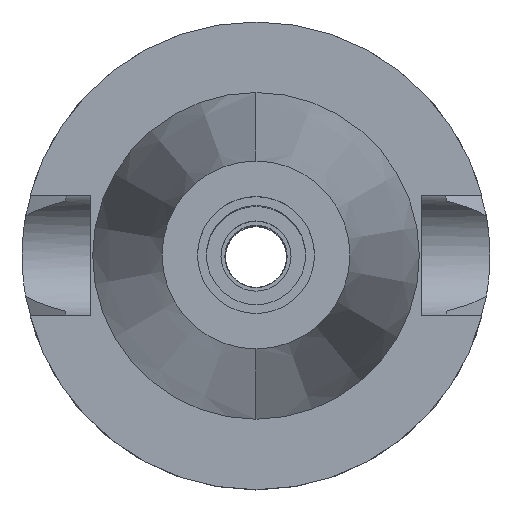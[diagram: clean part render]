
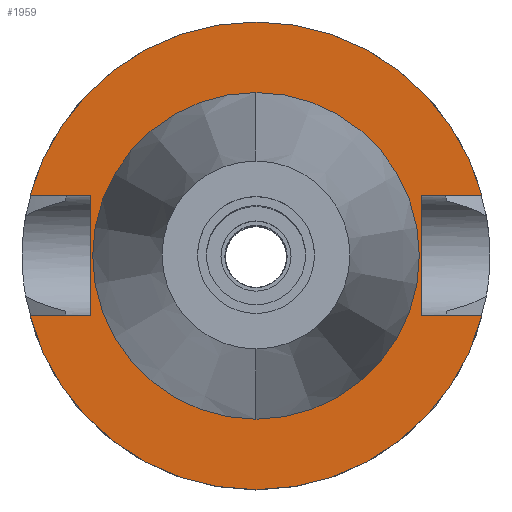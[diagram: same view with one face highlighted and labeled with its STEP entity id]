
A CAD part, top view. The second image highlights one B-rep face of the part: STEP entity #1959.
In plain terms, the highlighted planar face has unit normal (0, 0, 1).
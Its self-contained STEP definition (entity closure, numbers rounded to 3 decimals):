
#735=DIRECTION('',(1.,0.,0.));
#736=VECTOR('',#735,12.921);
#737=CARTESIAN_POINT('',(35.4,12.85,-1.5));
#738=LINE('',#737,#736);
#782=DIRECTION('',(0.,1.,0.));
#783=VECTOR('',#782,25.7);
#784=CARTESIAN_POINT('',(-35.4,-12.85,-1.5));
#785=LINE('',#784,#783);
#789=DIRECTION('',(-1.,0.,0.));
#790=VECTOR('',#789,12.921);
#791=CARTESIAN_POINT('',(-35.4,12.85,-1.5));
#792=LINE('',#791,#790);
#796=CARTESIAN_POINT('',(0.,0.,-1.5));
#797=DIRECTION('',(0.,0.,-1.));
#798=DIRECTION('',(-0.966,0.257,0.));
#799=AXIS2_PLACEMENT_3D('',#796,#797,#798);
#804=CARTESIAN_POINT('',(0.,0.,-1.5));
#805=DIRECTION('',(0.,0.,-1.));
#806=DIRECTION('',(0.,1.,0.));
#807=AXIS2_PLACEMENT_3D('',#804,#805,#806);
#812=DIRECTION('',(0.,-1.,0.));
#813=VECTOR('',#812,25.7);
#814=CARTESIAN_POINT('',(35.4,12.85,-1.5));
#815=LINE('',#814,#813);
#819=DIRECTION('',(1.,0.,0.));
#820=VECTOR('',#819,12.921);
#821=CARTESIAN_POINT('',(35.4,-12.85,-1.5));
#822=LINE('',#821,#820);
#826=CARTESIAN_POINT('',(0.,0.,-1.5));
#827=DIRECTION('',(0.,0.,-1.));
#828=DIRECTION('',(0.966,-0.257,0.));
#829=AXIS2_PLACEMENT_3D('',#826,#827,#828);
#834=CARTESIAN_POINT('',(0.,0.,-1.5));
#835=DIRECTION('',(0.,0.,-1.));
#836=DIRECTION('',(0.,-1.,0.));
#837=AXIS2_PLACEMENT_3D('',#834,#835,#836);
#842=CARTESIAN_POINT('',(0.,0.,-1.5));
#843=DIRECTION('',(0.,0.,1.));
#844=DIRECTION('',(0.,-1.,0.));
#845=AXIS2_PLACEMENT_3D('',#842,#843,#844);
#850=CARTESIAN_POINT('',(0.,0.,-1.5));
#851=DIRECTION('',(0.,0.,1.));
#852=DIRECTION('',(0.,1.,0.));
#853=AXIS2_PLACEMENT_3D('',#850,#851,#852);
#888=DIRECTION('',(-1.,0.,0.));
#889=VECTOR('',#888,12.921);
#890=CARTESIAN_POINT('',(-35.4,-12.85,-1.5));
#891=LINE('',#890,#889);
#1258=CARTESIAN_POINT('',(-35.4,-12.85,-1.5));
#1259=VERTEX_POINT('',#1258);
#1260=CARTESIAN_POINT('',(-48.321,-12.85,-1.5));
#1261=VERTEX_POINT('',#1260);
#1264=CARTESIAN_POINT('',(-35.4,12.85,-1.5));
#1265=VERTEX_POINT('',#1264);
#1266=CARTESIAN_POINT('',(-48.321,12.85,-1.5));
#1267=VERTEX_POINT('',#1266);
#1268=CARTESIAN_POINT('',(0.,50.,-1.5));
#1269=CARTESIAN_POINT('',(48.321,12.85,-1.5));
#1270=VERTEX_POINT('',#1268);
#1271=VERTEX_POINT('',#1269);
#1272=CARTESIAN_POINT('',(35.4,12.85,-1.5));
#1273=VERTEX_POINT('',#1272);
#1274=CARTESIAN_POINT('',(35.4,-12.85,-1.5));
#1275=VERTEX_POINT('',#1274);
#1276=CARTESIAN_POINT('',(48.321,-12.85,-1.5));
#1277=VERTEX_POINT('',#1276);
#1278=CARTESIAN_POINT('',(0.,-50.,-1.5));
#1279=VERTEX_POINT('',#1278);
#1280=CARTESIAN_POINT('',(0.,-34.925,-1.5));
#1281=CARTESIAN_POINT('',(0.,34.925,-1.5));
#1282=VERTEX_POINT('',#1280);
#1283=VERTEX_POINT('',#1281);
#1928=CARTESIAN_POINT('',(0.,0.,-1.5));
#1929=DIRECTION('',(0.,0.,-1.));
#1930=DIRECTION('',(0.,-1.,0.));
#1931=AXIS2_PLACEMENT_3D('',#1928,#1929,#1930);
#1932=PLANE('',#1931);
#1934=ORIENTED_EDGE('',*,*,#1933,.T.);
#1936=ORIENTED_EDGE('',*,*,#1935,.T.);
#1938=ORIENTED_EDGE('',*,*,#1937,.T.);
#1940=ORIENTED_EDGE('',*,*,#1939,.T.);
#1941=ORIENTED_EDGE('',*,*,#1904,.F.);
#1942=ORIENTED_EDGE('',*,*,#1918,.T.);
#1944=ORIENTED_EDGE('',*,*,#1943,.T.);
#1946=ORIENTED_EDGE('',*,*,#1945,.T.);
#1948=ORIENTED_EDGE('',*,*,#1947,.T.);
#1950=ORIENTED_EDGE('',*,*,#1949,.F.);
#1951=EDGE_LOOP('',(#1934,#1936,#1938,#1940,#1941,#1942,#1944,#1946,#1948,
#1950));
#1952=FACE_OUTER_BOUND('',#1951,.F.);
#1954=ORIENTED_EDGE('',*,*,#1953,.T.);
#1956=ORIENTED_EDGE('',*,*,#1955,.T.);
#1957=EDGE_LOOP('',(#1954,#1956));
#1958=FACE_BOUND('',#1957,.F.);
#800=CIRCLE('',#799,50.);
#808=CIRCLE('',#807,50.);
#830=CIRCLE('',#829,50.);
#838=CIRCLE('',#837,50.);
#846=CIRCLE('',#845,34.925);
#854=CIRCLE('',#853,34.925);
#1904=EDGE_CURVE('',#1273,#1271,#738,.T.);
#1918=EDGE_CURVE('',#1273,#1275,#815,.T.);
#1933=EDGE_CURVE('',#1259,#1265,#785,.T.);
#1935=EDGE_CURVE('',#1265,#1267,#792,.T.);
#1937=EDGE_CURVE('',#1267,#1270,#800,.T.);
#1939=EDGE_CURVE('',#1270,#1271,#808,.T.);
#1943=EDGE_CURVE('',#1275,#1277,#822,.T.);
#1945=EDGE_CURVE('',#1277,#1279,#830,.T.);
#1947=EDGE_CURVE('',#1279,#1261,#838,.T.);
#1949=EDGE_CURVE('',#1259,#1261,#891,.T.);
#1953=EDGE_CURVE('',#1282,#1283,#846,.T.);
#1955=EDGE_CURVE('',#1283,#1282,#854,.T.);
#1959=ADVANCED_FACE('',(#1952,#1958),#1932,.F.);
